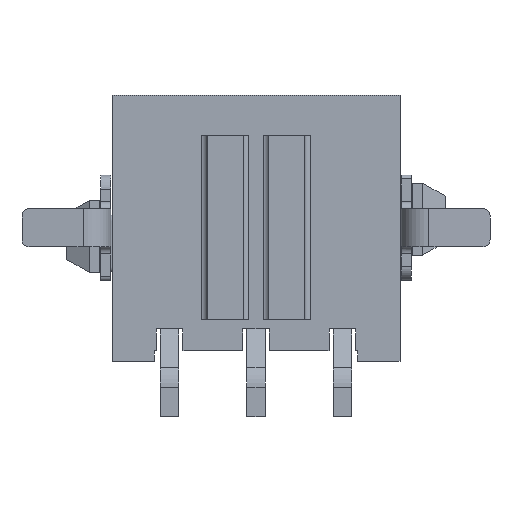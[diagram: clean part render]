
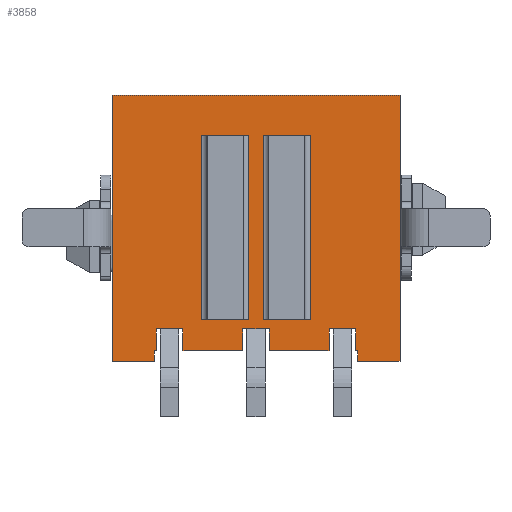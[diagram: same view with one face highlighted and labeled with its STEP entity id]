
A CAD part, front view. The second image highlights one B-rep face of the part: STEP entity #3858.
In plain terms, the highlighted planar face has unit normal (0, -1, 0).
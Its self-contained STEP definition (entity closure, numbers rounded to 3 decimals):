
#72=DIRECTION('',(0.,0.,-1.));
#73=VECTOR('',#72,9.24);
#74=CARTESIAN_POINT('',(-5.,-1.93,0.));
#75=LINE('',#74,#73);
#120=DIRECTION('',(0.,0.,1.));
#121=VECTOR('',#120,0.76);
#122=CARTESIAN_POINT('',(-3.465,-1.93,-8.87));
#123=LINE('',#122,#121);
#124=DIRECTION('',(1.,0.,0.));
#125=VECTOR('',#124,0.07);
#126=CARTESIAN_POINT('',(-3.535,-1.93,-8.87));
#127=LINE('',#126,#125);
#128=DIRECTION('',(0.,0.,1.));
#129=VECTOR('',#128,0.37);
#130=CARTESIAN_POINT('',(-3.535,-1.93,-9.24));
#131=LINE('',#130,#129);
#132=DIRECTION('',(1.,0.,0.));
#133=VECTOR('',#132,10.);
#134=CARTESIAN_POINT('',(-5.,-1.93,0.));
#135=LINE('',#134,#133);
#136=DIRECTION('',(0.,0.,1.));
#137=VECTOR('',#136,0.37);
#138=CARTESIAN_POINT('',(3.535,-1.93,-9.24));
#139=LINE('',#138,#137);
#140=DIRECTION('',(1.,0.,0.));
#141=VECTOR('',#140,0.07);
#142=CARTESIAN_POINT('',(3.465,-1.93,-8.87));
#143=LINE('',#142,#141);
#144=DIRECTION('',(0.,0.,-1.));
#145=VECTOR('',#144,0.76);
#146=CARTESIAN_POINT('',(3.465,-1.93,-8.11));
#147=LINE('',#146,#145);
#148=DIRECTION('',(1.,0.,0.));
#149=VECTOR('',#148,0.93);
#150=CARTESIAN_POINT('',(2.535,-1.93,-8.11));
#151=LINE('',#150,#149);
#152=DIRECTION('',(0.,0.,1.));
#153=VECTOR('',#152,0.76);
#154=CARTESIAN_POINT('',(2.535,-1.93,-8.87));
#155=LINE('',#154,#153);
#156=DIRECTION('',(1.,0.,0.));
#157=VECTOR('',#156,2.07);
#158=CARTESIAN_POINT('',(0.465,-1.93,-8.87));
#159=LINE('',#158,#157);
#160=DIRECTION('',(0.,0.,-1.));
#161=VECTOR('',#160,0.76);
#162=CARTESIAN_POINT('',(0.465,-1.93,-8.11));
#163=LINE('',#162,#161);
#164=DIRECTION('',(1.,0.,0.));
#165=VECTOR('',#164,0.93);
#166=CARTESIAN_POINT('',(-0.465,-1.93,-8.11));
#167=LINE('',#166,#165);
#168=DIRECTION('',(0.,0.,1.));
#169=VECTOR('',#168,0.76);
#170=CARTESIAN_POINT('',(-0.465,-1.93,-8.87));
#171=LINE('',#170,#169);
#172=DIRECTION('',(1.,0.,0.));
#173=VECTOR('',#172,2.07);
#174=CARTESIAN_POINT('',(-2.535,-1.93,-8.87));
#175=LINE('',#174,#173);
#176=DIRECTION('',(0.,0.,-1.));
#177=VECTOR('',#176,0.76);
#178=CARTESIAN_POINT('',(-2.535,-1.93,-8.11));
#179=LINE('',#178,#177);
#180=DIRECTION('',(1.,0.,0.));
#181=VECTOR('',#180,0.93);
#182=CARTESIAN_POINT('',(-3.465,-1.93,-8.11));
#183=LINE('',#182,#181);
#184=DIRECTION('',(0.,0.,-1.));
#185=VECTOR('',#184,6.4);
#186=CARTESIAN_POINT('',(-1.9,-1.93,-1.4));
#187=LINE('',#186,#185);
#188=DIRECTION('',(0.,0.,1.));
#189=VECTOR('',#188,6.4);
#190=CARTESIAN_POINT('',(-0.25,-1.93,-7.8));
#191=LINE('',#190,#189);
#192=DIRECTION('',(0.,0.,-1.));
#193=VECTOR('',#192,6.4);
#194=CARTESIAN_POINT('',(0.25,-1.93,-1.4));
#195=LINE('',#194,#193);
#196=DIRECTION('',(0.,0.,1.));
#197=VECTOR('',#196,6.4);
#198=CARTESIAN_POINT('',(1.9,-1.93,-7.8));
#199=LINE('',#198,#197);
#428=DIRECTION('',(1.,0.,0.));
#429=VECTOR('',#428,1.465);
#430=CARTESIAN_POINT('',(-5.,-1.93,-9.24));
#431=LINE('',#430,#429);
#436=DIRECTION('',(1.,0.,0.));
#437=VECTOR('',#436,1.465);
#438=CARTESIAN_POINT('',(3.535,-1.93,-9.24));
#439=LINE('',#438,#437);
#496=DIRECTION('',(0.,0.,-1.));
#497=VECTOR('',#496,9.24);
#498=CARTESIAN_POINT('',(5.,-1.93,0.));
#499=LINE('',#498,#497);
#2764=DIRECTION('',(1.,0.,0.));
#2765=VECTOR('',#2764,1.65);
#2766=CARTESIAN_POINT('',(-1.9,-1.93,-1.4));
#2767=LINE('',#2766,#2765);
#2830=DIRECTION('',(1.,0.,0.));
#2831=VECTOR('',#2830,1.65);
#2832=CARTESIAN_POINT('',(0.25,-1.93,-1.4));
#2833=LINE('',#2832,#2831);
#2848=DIRECTION('',(-1.,0.,0.));
#2849=VECTOR('',#2848,1.65);
#2850=CARTESIAN_POINT('',(1.9,-1.93,-7.8));
#2851=LINE('',#2850,#2849);
#2882=DIRECTION('',(-1.,0.,0.));
#2883=VECTOR('',#2882,1.65);
#2884=CARTESIAN_POINT('',(-0.25,-1.93,-7.8));
#2885=LINE('',#2884,#2883);
#2890=CARTESIAN_POINT('',(-5.,-1.93,0.));
#2891=CARTESIAN_POINT('',(-5.,-1.93,-9.24));
#2892=VERTEX_POINT('',#2890);
#2893=VERTEX_POINT('',#2891);
#2906=CARTESIAN_POINT('',(5.,-1.93,0.));
#2907=CARTESIAN_POINT('',(5.,-1.93,-9.24));
#2908=VERTEX_POINT('',#2906);
#2909=VERTEX_POINT('',#2907);
#2922=CARTESIAN_POINT('',(-3.535,-1.93,-9.24));
#2923=CARTESIAN_POINT('',(-3.535,-1.93,-8.87));
#2924=VERTEX_POINT('',#2922);
#2925=VERTEX_POINT('',#2923);
#2926=CARTESIAN_POINT('',(3.535,-1.93,-9.24));
#2927=CARTESIAN_POINT('',(3.535,-1.93,-8.87));
#2928=VERTEX_POINT('',#2926);
#2929=VERTEX_POINT('',#2927);
#3010=CARTESIAN_POINT('',(2.535,-1.93,-8.87));
#3011=CARTESIAN_POINT('',(2.535,-1.93,-8.11));
#3012=VERTEX_POINT('',#3010);
#3013=VERTEX_POINT('',#3011);
#3014=CARTESIAN_POINT('',(3.465,-1.93,-8.11));
#3015=VERTEX_POINT('',#3014);
#3016=CARTESIAN_POINT('',(3.465,-1.93,-8.87));
#3017=VERTEX_POINT('',#3016);
#3042=CARTESIAN_POINT('',(-0.465,-1.93,-8.87));
#3043=CARTESIAN_POINT('',(-0.465,-1.93,-8.11));
#3044=VERTEX_POINT('',#3042);
#3045=VERTEX_POINT('',#3043);
#3046=CARTESIAN_POINT('',(0.465,-1.93,-8.11));
#3047=VERTEX_POINT('',#3046);
#3048=CARTESIAN_POINT('',(0.465,-1.93,-8.87));
#3049=VERTEX_POINT('',#3048);
#3342=CARTESIAN_POINT('',(-1.9,-1.93,-1.4));
#3343=CARTESIAN_POINT('',(-1.9,-1.93,-7.8));
#3344=VERTEX_POINT('',#3342);
#3345=VERTEX_POINT('',#3343);
#3350=CARTESIAN_POINT('',(-0.25,-1.93,-7.8));
#3351=CARTESIAN_POINT('',(-0.25,-1.93,-1.4));
#3352=VERTEX_POINT('',#3350);
#3353=VERTEX_POINT('',#3351);
#3358=CARTESIAN_POINT('',(0.25,-1.93,-1.4));
#3359=CARTESIAN_POINT('',(0.25,-1.93,-7.8));
#3360=VERTEX_POINT('',#3358);
#3361=VERTEX_POINT('',#3359);
#3366=CARTESIAN_POINT('',(1.9,-1.93,-7.8));
#3367=CARTESIAN_POINT('',(1.9,-1.93,-1.4));
#3368=VERTEX_POINT('',#3366);
#3369=VERTEX_POINT('',#3367);
#3646=CARTESIAN_POINT('',(-3.465,-1.93,-8.87));
#3647=CARTESIAN_POINT('',(-3.465,-1.93,-8.11));
#3648=VERTEX_POINT('',#3646);
#3649=VERTEX_POINT('',#3647);
#3650=CARTESIAN_POINT('',(-2.535,-1.93,-8.11));
#3651=VERTEX_POINT('',#3650);
#3652=CARTESIAN_POINT('',(-2.535,-1.93,-8.87));
#3653=VERTEX_POINT('',#3652);
#3792=CARTESIAN_POINT('',(-5.,-1.93,0.));
#3793=DIRECTION('',(0.,-1.,0.));
#3794=DIRECTION('',(0.,0.,-1.));
#3795=AXIS2_PLACEMENT_3D('',#3792,#3793,#3794);
#3796=PLANE('',#3795);
#3798=ORIENTED_EDGE('',*,*,#3797,.F.);
#3800=ORIENTED_EDGE('',*,*,#3799,.F.);
#3802=ORIENTED_EDGE('',*,*,#3801,.F.);
#3804=ORIENTED_EDGE('',*,*,#3803,.F.);
#3805=ORIENTED_EDGE('',*,*,#3755,.F.);
#3807=ORIENTED_EDGE('',*,*,#3806,.T.);
#3809=ORIENTED_EDGE('',*,*,#3808,.T.);
#3811=ORIENTED_EDGE('',*,*,#3810,.F.);
#3813=ORIENTED_EDGE('',*,*,#3812,.T.);
#3815=ORIENTED_EDGE('',*,*,#3814,.F.);
#3817=ORIENTED_EDGE('',*,*,#3816,.F.);
#3819=ORIENTED_EDGE('',*,*,#3818,.F.);
#3821=ORIENTED_EDGE('',*,*,#3820,.F.);
#3823=ORIENTED_EDGE('',*,*,#3822,.F.);
#3825=ORIENTED_EDGE('',*,*,#3824,.F.);
#3827=ORIENTED_EDGE('',*,*,#3826,.F.);
#3829=ORIENTED_EDGE('',*,*,#3828,.F.);
#3831=ORIENTED_EDGE('',*,*,#3830,.F.);
#3833=ORIENTED_EDGE('',*,*,#3832,.F.);
#3835=ORIENTED_EDGE('',*,*,#3834,.F.);
#3836=EDGE_LOOP('',(#3798,#3800,#3802,#3804,#3805,#3807,#3809,#3811,#3813,#3815,
#3817,#3819,#3821,#3823,#3825,#3827,#3829,#3831,#3833,#3835));
#3837=FACE_OUTER_BOUND('',#3836,.F.);
#3839=ORIENTED_EDGE('',*,*,#3838,.T.);
#3841=ORIENTED_EDGE('',*,*,#3840,.F.);
#3843=ORIENTED_EDGE('',*,*,#3842,.T.);
#3845=ORIENTED_EDGE('',*,*,#3844,.F.);
#3846=EDGE_LOOP('',(#3839,#3841,#3843,#3845));
#3847=FACE_BOUND('',#3846,.F.);
#3849=ORIENTED_EDGE('',*,*,#3848,.T.);
#3851=ORIENTED_EDGE('',*,*,#3850,.F.);
#3853=ORIENTED_EDGE('',*,*,#3852,.T.);
#3855=ORIENTED_EDGE('',*,*,#3854,.F.);
#3856=EDGE_LOOP('',(#3849,#3851,#3853,#3855));
#3857=FACE_BOUND('',#3856,.F.);
#3858=ADVANCED_FACE('',(#3837,#3847,#3857),#3796,.T.);
#3755=EDGE_CURVE('',#2892,#2893,#75,.T.);
#3797=EDGE_CURVE('',#3648,#3649,#123,.T.);
#3799=EDGE_CURVE('',#2925,#3648,#127,.T.);
#3801=EDGE_CURVE('',#2924,#2925,#131,.T.);
#3803=EDGE_CURVE('',#2893,#2924,#431,.T.);
#3806=EDGE_CURVE('',#2892,#2908,#135,.T.);
#3808=EDGE_CURVE('',#2908,#2909,#499,.T.);
#3810=EDGE_CURVE('',#2928,#2909,#439,.T.);
#3812=EDGE_CURVE('',#2928,#2929,#139,.T.);
#3814=EDGE_CURVE('',#3017,#2929,#143,.T.);
#3816=EDGE_CURVE('',#3015,#3017,#147,.T.);
#3818=EDGE_CURVE('',#3013,#3015,#151,.T.);
#3820=EDGE_CURVE('',#3012,#3013,#155,.T.);
#3822=EDGE_CURVE('',#3049,#3012,#159,.T.);
#3824=EDGE_CURVE('',#3047,#3049,#163,.T.);
#3826=EDGE_CURVE('',#3045,#3047,#167,.T.);
#3828=EDGE_CURVE('',#3044,#3045,#171,.T.);
#3830=EDGE_CURVE('',#3653,#3044,#175,.T.);
#3832=EDGE_CURVE('',#3651,#3653,#179,.T.);
#3834=EDGE_CURVE('',#3649,#3651,#183,.T.);
#3838=EDGE_CURVE('',#3344,#3345,#187,.T.);
#3840=EDGE_CURVE('',#3352,#3345,#2885,.T.);
#3842=EDGE_CURVE('',#3352,#3353,#191,.T.);
#3844=EDGE_CURVE('',#3344,#3353,#2767,.T.);
#3848=EDGE_CURVE('',#3360,#3361,#195,.T.);
#3850=EDGE_CURVE('',#3368,#3361,#2851,.T.);
#3852=EDGE_CURVE('',#3368,#3369,#199,.T.);
#3854=EDGE_CURVE('',#3360,#3369,#2833,.T.);
